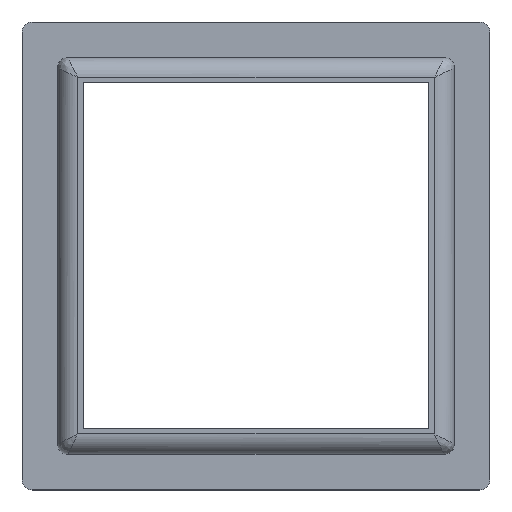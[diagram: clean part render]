
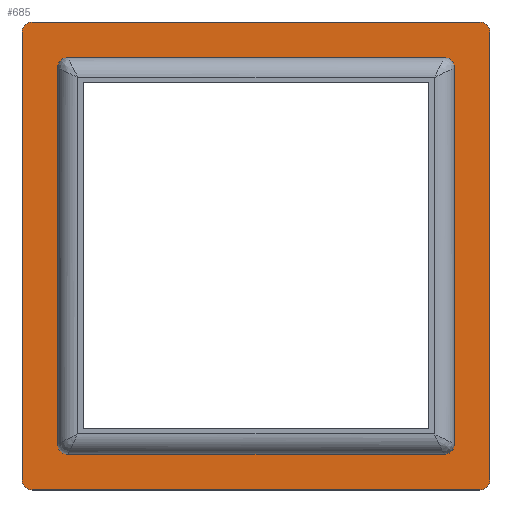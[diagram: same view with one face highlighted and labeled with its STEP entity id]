
A CAD part, top view. The second image highlights one B-rep face of the part: STEP entity #685.
In plain terms, the highlighted planar face has unit normal (0, 0, 1).
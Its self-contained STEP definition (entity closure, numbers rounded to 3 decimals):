
#20=FACE_BOUND('',#259,.T.);
#27=PLANE('',#769);
#52=LINE('',#1160,#116);
#56=LINE('',#1169,#120);
#78=LINE('',#1248,#142);
#79=LINE('',#1250,#143);
#80=LINE('',#1251,#144);
#81=LINE('',#1252,#145);
#82=LINE('',#1254,#146);
#83=LINE('',#1258,#147);
#116=VECTOR('',#834,10.);
#120=VECTOR('',#844,10.);
#142=VECTOR('',#930,10.);
#143=VECTOR('',#933,10.);
#144=VECTOR('',#934,10.);
#145=VECTOR('',#935,10.);
#146=VECTOR('',#936,10.);
#147=VECTOR('',#939,10.);
#213=FACE_OUTER_BOUND('',#258,.T.);
#258=EDGE_LOOP('',(#563,#564,#565,#566,#567,#568,#569,#570));
#259=EDGE_LOOP('',(#571,#572,#573,#574,#575,#576,#577,#578));
#291=CIRCLE('',#735,0.5);
#292=CIRCLE('',#738,0.5);
#305=CIRCLE('',#759,0.5);
#306=CIRCLE('',#761,0.5);
#307=CIRCLE('',#765,0.5);
#308=CIRCLE('',#767,0.5);
#309=CIRCLE('',#770,0.5);
#310=CIRCLE('',#771,0.5);
#323=VERTEX_POINT('',#1157);
#324=VERTEX_POINT('',#1159);
#325=VERTEX_POINT('',#1163);
#326=VERTEX_POINT('',#1167);
#327=VERTEX_POINT('',#1171);
#344=VERTEX_POINT('',#1218);
#345=VERTEX_POINT('',#1219);
#346=VERTEX_POINT('',#1224);
#347=VERTEX_POINT('',#1225);
#348=VERTEX_POINT('',#1236);
#349=VERTEX_POINT('',#1237);
#350=VERTEX_POINT('',#1242);
#351=VERTEX_POINT('',#1243);
#352=VERTEX_POINT('',#1253);
#353=VERTEX_POINT('',#1255);
#354=VERTEX_POINT('',#1257);
#388=EDGE_CURVE('',#324,#323,#52,.T.);
#391=EDGE_CURVE('',#325,#323,#291,.F.);
#393=EDGE_CURVE('',#325,#326,#56,.T.);
#395=EDGE_CURVE('',#327,#326,#292,.F.);
#416=EDGE_CURVE('',#344,#345,#305,.T.);
#419=EDGE_CURVE('',#346,#347,#306,.T.);
#426=EDGE_CURVE('',#348,#349,#307,.T.);
#429=EDGE_CURVE('',#350,#351,#308,.T.);
#432=EDGE_CURVE('',#344,#349,#78,.T.);
#433=EDGE_CURVE('',#348,#351,#79,.T.);
#434=EDGE_CURVE('',#350,#347,#80,.T.);
#435=EDGE_CURVE('',#346,#345,#81,.T.);
#436=EDGE_CURVE('',#327,#352,#82,.T.);
#437=EDGE_CURVE('',#353,#352,#309,.F.);
#438=EDGE_CURVE('',#353,#354,#83,.T.);
#439=EDGE_CURVE('',#324,#354,#310,.F.);
#563=ORIENTED_EDGE('',*,*,#416,.F.);
#564=ORIENTED_EDGE('',*,*,#432,.T.);
#565=ORIENTED_EDGE('',*,*,#426,.F.);
#566=ORIENTED_EDGE('',*,*,#433,.T.);
#567=ORIENTED_EDGE('',*,*,#429,.F.);
#568=ORIENTED_EDGE('',*,*,#434,.T.);
#569=ORIENTED_EDGE('',*,*,#419,.F.);
#570=ORIENTED_EDGE('',*,*,#435,.T.);
#571=ORIENTED_EDGE('',*,*,#436,.T.);
#572=ORIENTED_EDGE('',*,*,#437,.F.);
#573=ORIENTED_EDGE('',*,*,#438,.T.);
#574=ORIENTED_EDGE('',*,*,#439,.F.);
#575=ORIENTED_EDGE('',*,*,#388,.T.);
#576=ORIENTED_EDGE('',*,*,#391,.F.);
#577=ORIENTED_EDGE('',*,*,#393,.T.);
#578=ORIENTED_EDGE('',*,*,#395,.F.);
#685=ADVANCED_FACE('',(#213,#20),#27,.T.);
#735=AXIS2_PLACEMENT_3D('',#1165,#839,#840);
#738=AXIS2_PLACEMENT_3D('',#1173,#848,#849);
#759=AXIS2_PLACEMENT_3D('',#1220,#898,#899);
#761=AXIS2_PLACEMENT_3D('',#1226,#904,#905);
#765=AXIS2_PLACEMENT_3D('',#1238,#918,#919);
#767=AXIS2_PLACEMENT_3D('',#1244,#924,#925);
#769=AXIS2_PLACEMENT_3D('',#1249,#931,#932);
#770=AXIS2_PLACEMENT_3D('',#1256,#937,#938);
#771=AXIS2_PLACEMENT_3D('',#1259,#940,#941);
#834=DIRECTION('',(0.,1.,0.));
#839=DIRECTION('center_axis',(0.,0.,-1.));
#840=DIRECTION('ref_axis',(-0.707,0.707,0.));
#844=DIRECTION('',(1.,0.,0.));
#848=DIRECTION('center_axis',(0.,0.,-1.));
#849=DIRECTION('ref_axis',(0.707,0.707,0.));
#898=DIRECTION('center_axis',(0.,0.,-1.));
#899=DIRECTION('ref_axis',(0.707,0.707,0.));
#904=DIRECTION('center_axis',(0.,0.,-1.));
#905=DIRECTION('ref_axis',(0.707,-0.707,0.));
#918=DIRECTION('center_axis',(0.,0.,-1.));
#919=DIRECTION('ref_axis',(-0.707,0.707,0.));
#924=DIRECTION('center_axis',(0.,0.,-1.));
#925=DIRECTION('ref_axis',(-0.707,-0.707,0.));
#930=DIRECTION('',(-1.,0.,0.));
#931=DIRECTION('center_axis',(0.,0.,1.));
#932=DIRECTION('ref_axis',(1.,0.,0.));
#933=DIRECTION('',(0.,-1.,0.));
#934=DIRECTION('',(1.,0.,0.));
#935=DIRECTION('',(0.,1.,0.));
#936=DIRECTION('',(0.,-1.,0.));
#937=DIRECTION('center_axis',(0.,0.,-1.));
#938=DIRECTION('ref_axis',(0.707,-0.707,0.));
#939=DIRECTION('',(-1.,0.,0.));
#940=DIRECTION('center_axis',(0.,0.,-1.));
#941=DIRECTION('ref_axis',(-0.707,-0.707,0.));
#1157=CARTESIAN_POINT('',(-9.75,9.25,1.));
#1159=CARTESIAN_POINT('',(-9.75,-9.25,1.));
#1160=CARTESIAN_POINT('',(-9.75,4.875,1.));
#1163=CARTESIAN_POINT('',(-9.25,9.75,1.));
#1165=CARTESIAN_POINT('Origin',(-9.25,9.25,1.));
#1167=CARTESIAN_POINT('',(9.25,9.75,1.));
#1169=CARTESIAN_POINT('',(4.875,9.75,1.));
#1171=CARTESIAN_POINT('',(9.75,9.25,1.));
#1173=CARTESIAN_POINT('Origin',(9.25,9.25,1.));
#1218=CARTESIAN_POINT('',(11.,11.5,1.));
#1219=CARTESIAN_POINT('',(11.5,11.,1.));
#1220=CARTESIAN_POINT('Origin',(11.,11.,1.));
#1224=CARTESIAN_POINT('',(11.5,-11.,1.));
#1225=CARTESIAN_POINT('',(11.,-11.5,1.));
#1226=CARTESIAN_POINT('Origin',(11.,-11.,1.));
#1236=CARTESIAN_POINT('',(-11.5,11.,1.));
#1237=CARTESIAN_POINT('',(-11.,11.5,1.));
#1238=CARTESIAN_POINT('Origin',(-11.,11.,1.));
#1242=CARTESIAN_POINT('',(-11.,-11.5,1.));
#1243=CARTESIAN_POINT('',(-11.5,-11.,1.));
#1244=CARTESIAN_POINT('Origin',(-11.,-11.,1.));
#1248=CARTESIAN_POINT('',(11.5,11.5,1.));
#1249=CARTESIAN_POINT('Origin',(0.,0.,1.));
#1250=CARTESIAN_POINT('',(-11.5,11.5,1.));
#1251=CARTESIAN_POINT('',(-11.5,-11.5,1.));
#1252=CARTESIAN_POINT('',(11.5,-11.5,1.));
#1253=CARTESIAN_POINT('',(9.75,-9.25,1.));
#1254=CARTESIAN_POINT('',(9.75,-4.875,1.));
#1255=CARTESIAN_POINT('',(9.25,-9.75,1.));
#1256=CARTESIAN_POINT('Origin',(9.25,-9.25,1.));
#1257=CARTESIAN_POINT('',(-9.25,-9.75,1.));
#1258=CARTESIAN_POINT('',(-4.875,-9.75,1.));
#1259=CARTESIAN_POINT('Origin',(-9.25,-9.25,1.));
